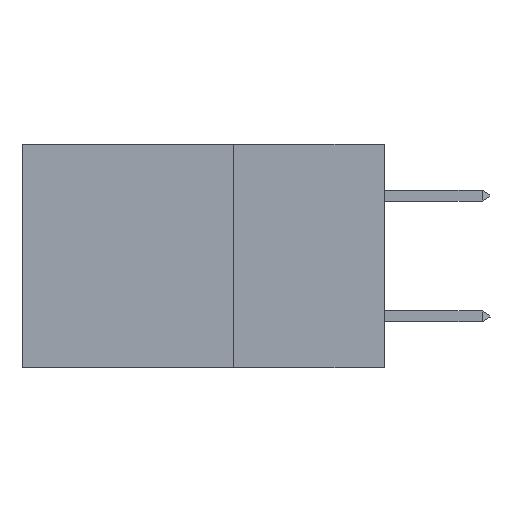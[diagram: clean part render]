
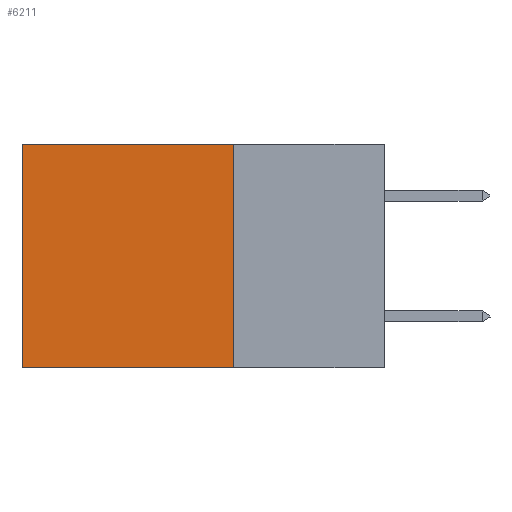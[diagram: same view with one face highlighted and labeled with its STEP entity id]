
A CAD part, left-side view. The second image highlights one B-rep face of the part: STEP entity #6211.
In plain terms, the highlighted planar face has unit normal (-1, 0, 0).
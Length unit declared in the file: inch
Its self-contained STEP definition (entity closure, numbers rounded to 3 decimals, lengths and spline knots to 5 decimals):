
#1514 = LINE ( 'NONE', #17153, #22895 ) ;
#2249 = DIRECTION ( 'NONE',  ( 0., 0., -1. ) ) ;
#2627 = CARTESIAN_POINT ( 'NONE',  ( 0.2875, 0.25, 0. ) ) ;
#3055 = PLANE ( 'NONE',  #10421 ) ;
#3331 = VERTEX_POINT ( 'NONE', #10939 ) ;
#3688 = EDGE_CURVE ( 'NONE', #4554, #14632, #26864, .T. ) ;
#4324 = EDGE_LOOP ( 'NONE', ( #4855, #17627, #26950, #21778 ) ) ;
#4554 = VERTEX_POINT ( 'NONE', #9147 ) ;
#4855 = ORIENTED_EDGE ( 'NONE', *, *, #3688, .T. ) ;
#5884 = DIRECTION ( 'NONE',  ( 0., 1., 0. ) ) ;
#6211 = ADVANCED_FACE ( 'NONE', ( #10950 ), #3055, .F. ) ;
#9147 = CARTESIAN_POINT ( 'NONE',  ( 0.2875, 0.6, 0. ) ) ;
#9400 = CARTESIAN_POINT ( 'NONE',  ( 0.2875, 0.25, 0. ) ) ;
#10421 = AXIS2_PLACEMENT_3D ( 'NONE', #9400, #11236, #17803 ) ;
#10939 = CARTESIAN_POINT ( 'NONE',  ( 0.2875, 0.25, 0. ) ) ;
#10950 = FACE_OUTER_BOUND ( 'NONE', #4324, .T. ) ;
#11236 = DIRECTION ( 'NONE',  ( 1., 0., 0. ) ) ;
#12530 = CARTESIAN_POINT ( 'NONE',  ( 0.2875, 0.6, 0. ) ) ;
#12924 = CARTESIAN_POINT ( 'NONE',  ( 0.2875, 0.25, -0.37 ) ) ;
#13109 = CARTESIAN_POINT ( 'NONE',  ( 0.2875, 0.25, 0. ) ) ;
#13149 = EDGE_CURVE ( 'NONE', #3331, #4554, #18906, .T. ) ;
#13385 = DIRECTION ( 'NONE',  ( 0., 1., 0. ) ) ;
#14370 = EDGE_CURVE ( 'NONE', #3331, #21885, #22120, .T. ) ;
#14632 = VERTEX_POINT ( 'NONE', #17895 ) ;
#17153 = CARTESIAN_POINT ( 'NONE',  ( 0.2875, 0.25, -0.37 ) ) ;
#17627 = ORIENTED_EDGE ( 'NONE', *, *, #25446, .F. ) ;
#17803 = DIRECTION ( 'NONE',  ( 0., 0., -1. ) ) ;
#17895 = CARTESIAN_POINT ( 'NONE',  ( 0.2875, 0.6, -0.37 ) ) ;
#18223 = VECTOR ( 'NONE', #25755, 39.37008 ) ;
#18906 = LINE ( 'NONE', #2627, #19568 ) ;
#19568 = VECTOR ( 'NONE', #5884, 39.37008 ) ;
#20401 = VECTOR ( 'NONE', #2249, 39.37008 ) ;
#21778 = ORIENTED_EDGE ( 'NONE', *, *, #13149, .T. ) ;
#21885 = VERTEX_POINT ( 'NONE', #12924 ) ;
#22120 = LINE ( 'NONE', #13109, #18223 ) ;
#22895 = VECTOR ( 'NONE', #13385, 39.37008 ) ;
#25446 = EDGE_CURVE ( 'NONE', #21885, #14632, #1514, .T. ) ;
#25755 = DIRECTION ( 'NONE',  ( 0., 0., -1. ) ) ;
#26864 = LINE ( 'NONE', #12530, #20401 ) ;
#26950 = ORIENTED_EDGE ( 'NONE', *, *, #14370, .F. ) ;
